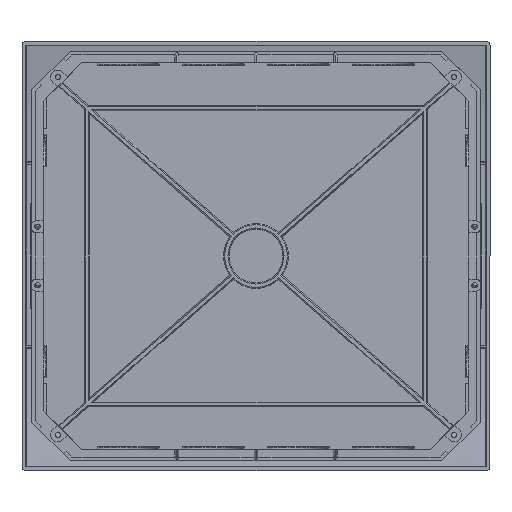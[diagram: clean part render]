
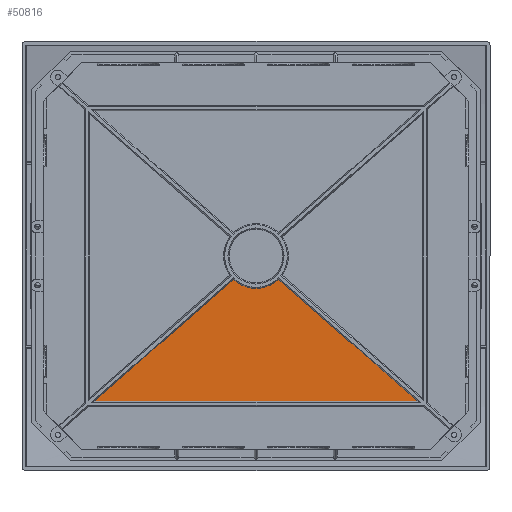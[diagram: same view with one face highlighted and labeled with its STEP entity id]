
A CAD part, front view. The second image highlights one B-rep face of the part: STEP entity #50816.
In plain terms, the highlighted planar face has unit normal (0, -1, 0).
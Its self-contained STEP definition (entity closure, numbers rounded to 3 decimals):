
#1741 = VERTEX_POINT ( 'NONE', #5512 ) ;
#1968 = DIRECTION ( 'NONE',  ( 0., 0., 1. ) ) ;
#5512 = CARTESIAN_POINT ( 'NONE',  ( -11.632, 0., -12.052 ) ) ;
#11366 = VECTOR ( 'NONE', #17921, 1000. ) ;
#13814 = CARTESIAN_POINT ( 'NONE',  ( 0., 0., 0. ) ) ;
#13989 = ORIENTED_EDGE ( 'NONE', *, *, #19860, .F. ) ;
#14300 = DIRECTION ( 'NONE',  ( 0., 1., 0. ) ) ;
#15442 = AXIS2_PLACEMENT_3D ( 'NONE', #66720, #31931, #43562 ) ;
#15767 = LINE ( 'NONE', #64392, #11366 ) ;
#17921 = DIRECTION ( 'NONE',  ( -1., 0., 0. ) ) ;
#18076 = EDGE_CURVE ( 'NONE', #35600, #70901, #61870, .T. ) ;
#19535 = AXIS2_PLACEMENT_3D ( 'NONE', #49353, #14300, #1968 ) ;
#19860 = EDGE_CURVE ( 'NONE', #1741, #35355, #67355, .T. ) ;
#22535 = VECTOR ( 'NONE', #53744, 1000. ) ;
#31931 = DIRECTION ( 'NONE',  ( 0., -1., 0. ) ) ;
#33976 = AXIS2_PLACEMENT_3D ( 'NONE', #13814, #71965, #37120 ) ;
#35355 = VERTEX_POINT ( 'NONE', #39332 ) ;
#35543 = CARTESIAN_POINT ( 'NONE',  ( 83.48, 0., -75. ) ) ;
#35600 = VERTEX_POINT ( 'NONE', #35543 ) ;
#35734 = CIRCLE ( 'NONE', #15442, 16.75 ) ;
#37120 = DIRECTION ( 'NONE',  ( 0., 0., -1. ) ) ;
#39332 = CARTESIAN_POINT ( 'NONE',  ( 0., 0., -16.75 ) ) ;
#43562 = DIRECTION ( 'NONE',  ( 0., 0., -1. ) ) ;
#44247 = ORIENTED_EDGE ( 'NONE', *, *, #18076, .T. ) ;
#46030 = DIRECTION ( 'NONE',  ( -0.752, 0., 0.659 ) ) ;
#46342 = VERTEX_POINT ( 'NONE', #62540 ) ;
#47273 = ORIENTED_EDGE ( 'NONE', *, *, #53047, .F. ) ;
#47938 = CARTESIAN_POINT ( 'NONE',  ( 0.923, 0., -1.053 ) ) ;
#48821 = CARTESIAN_POINT ( 'NONE',  ( 11.632, 0., -12.052 ) ) ;
#49353 = CARTESIAN_POINT ( 'NONE',  ( -190., 0., 0. ) ) ;
#50816 = ADVANCED_FACE ( 'NONE', ( #72862 ), #60540, .F. ) ;
#53047 = EDGE_CURVE ( 'NONE', #35600, #46342, #15767, .T. ) ;
#53744 = DIRECTION ( 'NONE',  ( -0.752, 0., -0.659 ) ) ;
#57725 = CARTESIAN_POINT ( 'NONE',  ( -0.923, 0., -1.053 ) ) ;
#60540 = PLANE ( 'NONE',  #19535 ) ;
#61870 = LINE ( 'NONE', #57725, #74612 ) ;
#62162 = ORIENTED_EDGE ( 'NONE', *, *, #67619, .T. ) ;
#62540 = CARTESIAN_POINT ( 'NONE',  ( -83.48, 0., -75. ) ) ;
#62969 = ORIENTED_EDGE ( 'NONE', *, *, #69856, .F. ) ;
#64392 = CARTESIAN_POINT ( 'NONE',  ( 0., 0., -75. ) ) ;
#64745 = EDGE_LOOP ( 'NONE', ( #13989, #62162, #47273, #44247, #62969 ) ) ;
#66720 = CARTESIAN_POINT ( 'NONE',  ( 0., 0., 0. ) ) ;
#67355 = CIRCLE ( 'NONE', #33976, 16.75 ) ;
#67619 = EDGE_CURVE ( 'NONE', #1741, #46342, #73405, .T. ) ;
#69856 = EDGE_CURVE ( 'NONE', #35355, #70901, #35734, .T. ) ;
#70901 = VERTEX_POINT ( 'NONE', #48821 ) ;
#71965 = DIRECTION ( 'NONE',  ( 0., -1., 0. ) ) ;
#72862 = FACE_OUTER_BOUND ( 'NONE', #64745, .T. ) ;
#73405 = LINE ( 'NONE', #47938, #22535 ) ;
#74612 = VECTOR ( 'NONE', #46030, 1000. ) ;
